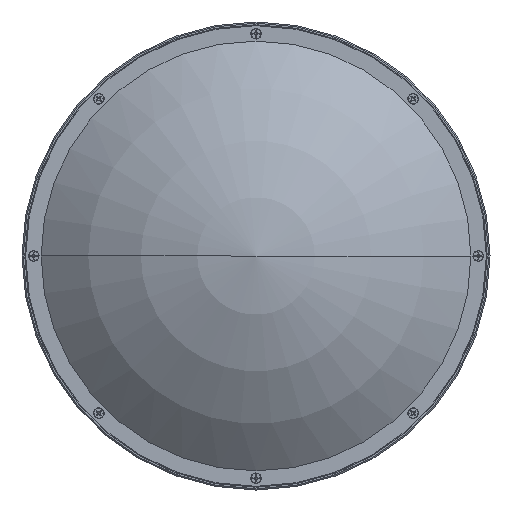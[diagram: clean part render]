
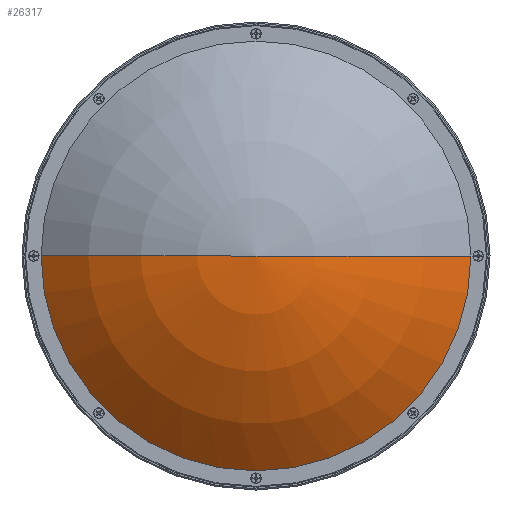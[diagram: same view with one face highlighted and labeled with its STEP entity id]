
A CAD part, left-side view. The second image highlights one B-rep face of the part: STEP entity #26317.
In plain terms, the highlighted toroidal (fillet/blend) face has major radius 8.582 mm and minor radius 144.048 mm.
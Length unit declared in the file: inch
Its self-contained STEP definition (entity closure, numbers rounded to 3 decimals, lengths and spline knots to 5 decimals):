
#588 = TOROIDAL_SURFACE ( 'NONE', #22969, -0.33787, 5.67118 ) ;
#1153 = DIRECTION ( 'NONE',  ( 0., 1., 0. ) ) ;
#2777 = EDGE_LOOP ( 'NONE', ( #21793, #4209, #5287 ) ) ;
#3531 = CARTESIAN_POINT ( 'NONE',  ( -6.03151, 4.67304, 0.53561 ) ) ;
#3914 = DIRECTION ( 'NONE',  ( 1., 0., 0. ) ) ;
#4209 = ORIENTED_EDGE ( 'NONE', *, *, #4362, .T. ) ;
#4362 = EDGE_CURVE ( 'NONE', #6065, #10759, #12099, .T. ) ;
#5287 = ORIENTED_EDGE ( 'NONE', *, *, #12215, .F. ) ;
#6065 = VERTEX_POINT ( 'NONE', #17517 ) ;
#7719 = DIRECTION ( 'NONE',  ( 0., 1., 0. ) ) ;
#8325 = DIRECTION ( 'NONE',  ( 0., 0., 1. ) ) ;
#8633 = CARTESIAN_POINT ( 'NONE',  ( -1.83793, 1.19304, 0.53561 ) ) ;
#8724 = DIRECTION ( 'NONE',  ( 0., 1., 0. ) ) ;
#9290 = AXIS2_PLACEMENT_3D ( 'NONE', #14208, #3914, #7719 ) ;
#10420 = CIRCLE ( 'NONE', #23128, 5.67118 ) ;
#10614 = DIRECTION ( 'NONE',  ( 1., 0., 0. ) ) ;
#10759 = VERTEX_POINT ( 'NONE', #3531 ) ;
#12099 = CIRCLE ( 'NONE', #21026, 5.67118 ) ;
#12215 = EDGE_CURVE ( 'NONE', #25090, #10759, #13348, .T. ) ;
#12298 = CARTESIAN_POINT ( 'NONE',  ( -1.83793, 1.53091, 0.53561 ) ) ;
#12352 = EDGE_CURVE ( 'NONE', #6065, #25090, #10420, .T. ) ;
#13348 = CIRCLE ( 'NONE', #9290, 3.48 ) ;
#13510 = DIRECTION ( 'NONE',  ( 0., 0., -1. ) ) ;
#14208 = CARTESIAN_POINT ( 'NONE',  ( -6.03151, 1.19304, 0.53561 ) ) ;
#16571 = DIRECTION ( 'NONE',  ( 0., -1., 0. ) ) ;
#17517 = CARTESIAN_POINT ( 'NONE',  ( -7.49904, 1.19304, 0.53561 ) ) ;
#19244 = FACE_OUTER_BOUND ( 'NONE', #2777, .T. ) ;
#21026 = AXIS2_PLACEMENT_3D ( 'NONE', #23795, #13510, #1153 ) ;
#21793 = ORIENTED_EDGE ( 'NONE', *, *, #12352, .F. ) ;
#22969 = AXIS2_PLACEMENT_3D ( 'NONE', #8633, #10614, #8724 ) ;
#23128 = AXIS2_PLACEMENT_3D ( 'NONE', #12298, #8325, #16571 ) ;
#23795 = CARTESIAN_POINT ( 'NONE',  ( -1.83793, 0.85517, 0.53561 ) ) ;
#25090 = VERTEX_POINT ( 'NONE', #26057 ) ;
#26057 = CARTESIAN_POINT ( 'NONE',  ( -6.03151, -2.28696, 0.53561 ) ) ;
#26317 = ADVANCED_FACE ( 'NONE', ( #19244 ), #588, .T. ) ;
